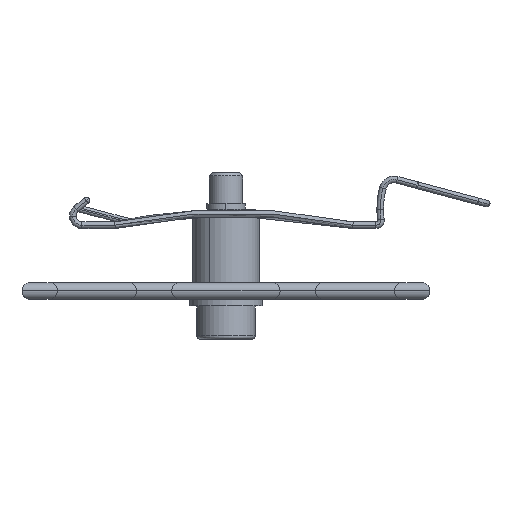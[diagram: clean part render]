
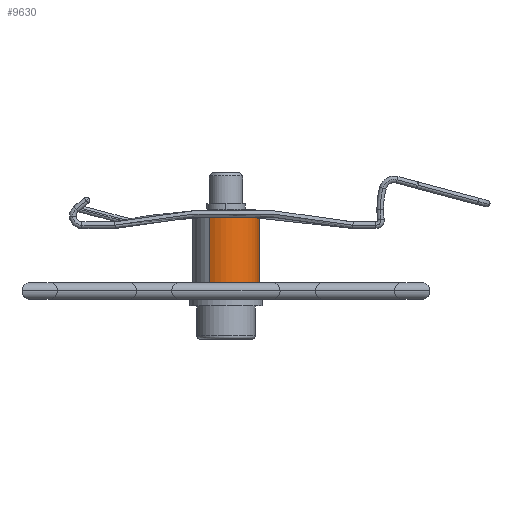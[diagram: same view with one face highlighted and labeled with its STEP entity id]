
A CAD part, left-side view. The second image highlights one B-rep face of the part: STEP entity #9630.
In plain terms, the highlighted cylindrical face has radius 4 mm (diameter 8 mm), a partial arc.
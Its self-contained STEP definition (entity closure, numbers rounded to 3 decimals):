
#87 = DIRECTION ( 'NONE',  ( 0., 0., 1. ) ) ;
#1444 = AXIS2_PLACEMENT_3D ( 'NONE', #15571, #6996, #5095 ) ;
#3586 = DIRECTION ( 'NONE',  ( 0., 1., 0. ) ) ;
#5036 = CIRCLE ( 'NONE', #12964, 4. ) ;
#5095 = DIRECTION ( 'NONE',  ( 0., 0., 1. ) ) ;
#5823 = EDGE_CURVE ( 'NONE', #14378, #10080, #7148, .T. ) ;
#6395 = VERTEX_POINT ( 'NONE', #7442 ) ;
#6996 = DIRECTION ( 'NONE',  ( 0., 1., 0. ) ) ;
#7038 = CARTESIAN_POINT ( 'NONE',  ( 0., -8., 4. ) ) ;
#7148 = LINE ( 'NONE', #7038, #7826 ) ;
#7442 = CARTESIAN_POINT ( 'NONE',  ( 0., 0., -4. ) ) ;
#7826 = VECTOR ( 'NONE', #20579, 1000. ) ;
#8664 = VECTOR ( 'NONE', #13705, 1000. ) ;
#9630 = ADVANCED_FACE ( 'NONE', ( #17360 ), #11734, .T. ) ;
#10080 = VERTEX_POINT ( 'NONE', #14083 ) ;
#10083 = CARTESIAN_POINT ( 'NONE',  ( 0., -8., -4. ) ) ;
#10261 = CARTESIAN_POINT ( 'NONE',  ( 0., -8., -4. ) ) ;
#10294 = EDGE_CURVE ( 'NONE', #10080, #6395, #5036, .T. ) ;
#10804 = EDGE_CURVE ( 'NONE', #21183, #6395, #20337, .T. ) ;
#11258 = EDGE_LOOP ( 'NONE', ( #18493, #12714, #14437, #12914 ) ) ;
#11351 = EDGE_CURVE ( 'NONE', #14378, #21183, #16405, .T. ) ;
#11734 = CYLINDRICAL_SURFACE ( 'NONE', #1444, 4. ) ;
#12714 = ORIENTED_EDGE ( 'NONE', *, *, #10804, .T. ) ;
#12914 = ORIENTED_EDGE ( 'NONE', *, *, #5823, .F. ) ;
#12964 = AXIS2_PLACEMENT_3D ( 'NONE', #15522, #18550, #87 ) ;
#13705 = DIRECTION ( 'NONE',  ( 0., 1., 0. ) ) ;
#14083 = CARTESIAN_POINT ( 'NONE',  ( 0., 0., 4. ) ) ;
#14378 = VERTEX_POINT ( 'NONE', #17943 ) ;
#14437 = ORIENTED_EDGE ( 'NONE', *, *, #10294, .F. ) ;
#15522 = CARTESIAN_POINT ( 'NONE',  ( 0., 0., 0. ) ) ;
#15571 = CARTESIAN_POINT ( 'NONE',  ( 0., -8., 0. ) ) ;
#16405 = CIRCLE ( 'NONE', #22156, 4. ) ;
#17360 = FACE_OUTER_BOUND ( 'NONE', #11258, .T. ) ;
#17943 = CARTESIAN_POINT ( 'NONE',  ( 0., -8., 4. ) ) ;
#18493 = ORIENTED_EDGE ( 'NONE', *, *, #11351, .T. ) ;
#18550 = DIRECTION ( 'NONE',  ( 0., 1., 0. ) ) ;
#20337 = LINE ( 'NONE', #10083, #8664 ) ;
#20367 = CARTESIAN_POINT ( 'NONE',  ( 0., -8., 0. ) ) ;
#20579 = DIRECTION ( 'NONE',  ( 0., 1., 0. ) ) ;
#20595 = DIRECTION ( 'NONE',  ( 0., 0., 1. ) ) ;
#21183 = VERTEX_POINT ( 'NONE', #10261 ) ;
#22156 = AXIS2_PLACEMENT_3D ( 'NONE', #20367, #3586, #20595 ) ;
